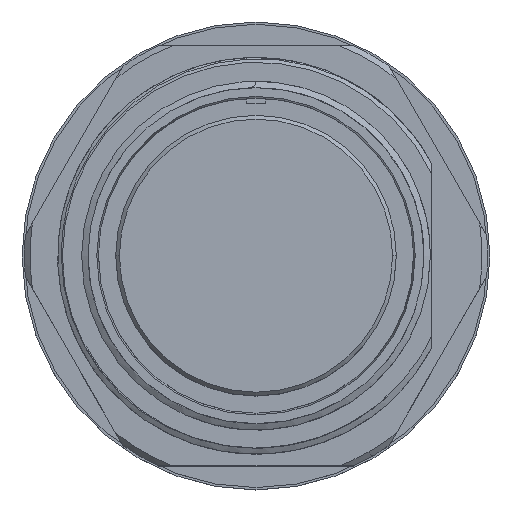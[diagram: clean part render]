
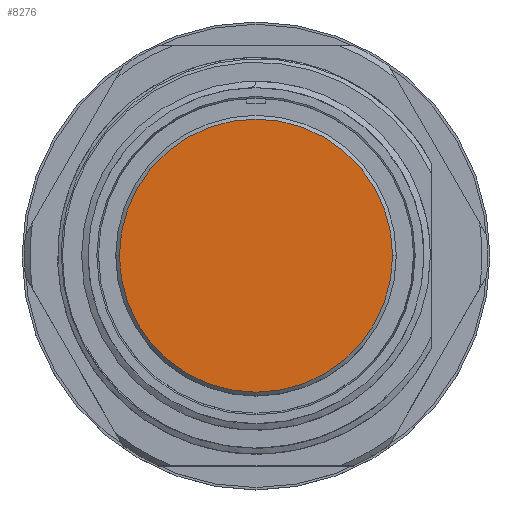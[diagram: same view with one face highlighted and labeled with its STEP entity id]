
A CAD part, top view. The second image highlights one B-rep face of the part: STEP entity #8276.
In plain terms, the highlighted planar face has unit normal (0, 0, 1).
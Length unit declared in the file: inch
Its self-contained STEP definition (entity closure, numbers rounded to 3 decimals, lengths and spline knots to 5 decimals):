
#819 = VERTEX_POINT ( 'NONE', #12763 ) ;
#862 = FACE_OUTER_BOUND ( 'NONE', #18356, .T. ) ;
#2528 = EDGE_CURVE ( 'NONE', #819, #7862, #15978, .T. ) ;
#3687 = EDGE_CURVE ( 'NONE', #7862, #819, #11762, .T. ) ;
#4290 = AXIS2_PLACEMENT_3D ( 'NONE', #6815, #5389, #8415 ) ;
#4939 = ORIENTED_EDGE ( 'NONE', *, *, #2528, .T. ) ;
#5389 = DIRECTION ( 'NONE',  ( 0., 0., -1. ) ) ;
#5711 = AXIS2_PLACEMENT_3D ( 'NONE', #14305, #14209, #17347 ) ;
#6815 = CARTESIAN_POINT ( 'NONE',  ( 0., 0., -0.01 ) ) ;
#6986 = CARTESIAN_POINT ( 'NONE',  ( 0., 0., -0.01 ) ) ;
#7804 = AXIS2_PLACEMENT_3D ( 'NONE', #6986, #9616, #9818 ) ;
#7862 = VERTEX_POINT ( 'NONE', #15366 ) ;
#8276 = ADVANCED_FACE ( 'NONE', ( #862 ), #18301, .F. ) ;
#8415 = DIRECTION ( 'NONE',  ( -1., 0., 0. ) ) ;
#9616 = DIRECTION ( 'NONE',  ( 0., 0., 1. ) ) ;
#9818 = DIRECTION ( 'NONE',  ( 1., 0., 0. ) ) ;
#11762 = CIRCLE ( 'NONE', #5711, 0.7295 ) ;
#12763 = CARTESIAN_POINT ( 'NONE',  ( 0.7295, 0., -0.01 ) ) ;
#14209 = DIRECTION ( 'NONE',  ( 0., 0., 1. ) ) ;
#14305 = CARTESIAN_POINT ( 'NONE',  ( 0., 0., -0.01 ) ) ;
#15366 = CARTESIAN_POINT ( 'NONE',  ( -0.7295, 0., -0.01 ) ) ;
#15510 = ORIENTED_EDGE ( 'NONE', *, *, #3687, .T. ) ;
#15978 = CIRCLE ( 'NONE', #7804, 0.7295 ) ;
#17347 = DIRECTION ( 'NONE',  ( 1., 0., 0. ) ) ;
#18301 = PLANE ( 'NONE',  #4290 ) ;
#18356 = EDGE_LOOP ( 'NONE', ( #15510, #4939 ) ) ;
